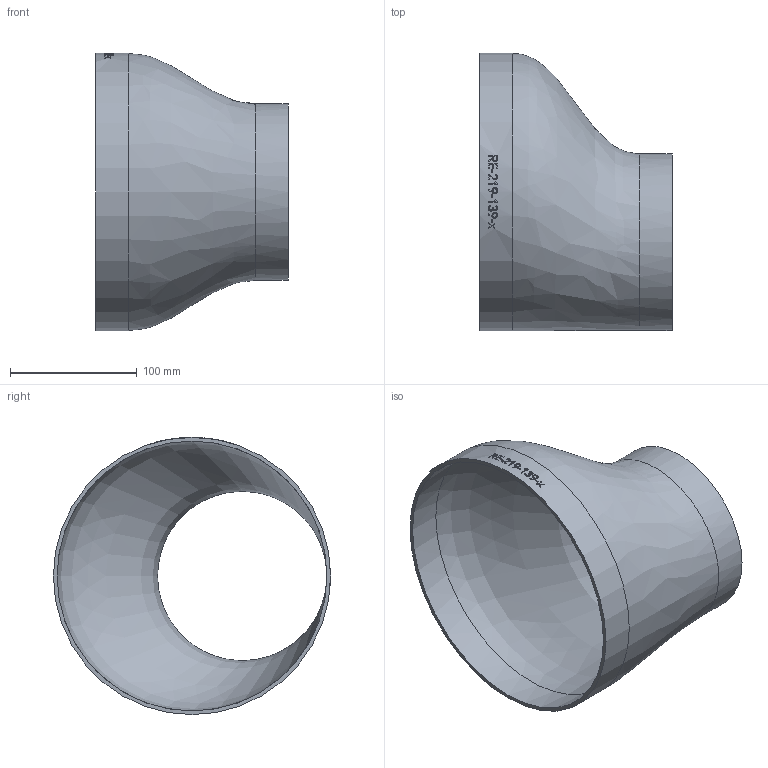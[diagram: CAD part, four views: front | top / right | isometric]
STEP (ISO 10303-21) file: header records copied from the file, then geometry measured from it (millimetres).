
FILE_DESCRIPTION (( 'STEP AP214' ), '1' );
FILE_NAME ('RE-219-139-x Reduzierung Exzenter 219,1x139,7x2,9x2,9 BL152 2101.STEP', '2021-01-04T11:17:24', ( '' ), ( '' ), 'SwSTEP 2.0', 'SolidWorks 2019', '' );
FILE_SCHEMA (( 'AUTOMOTIVE_DESIGN' ));
Length unit declared in the file: millimetre
Products named in the file (1): RE-219-139-x Reduzierung Exzenter 219,1x139,7x2,9x2,9 BL152 2101
Bounding box: 152 x 219.1 x 219.1 mm (x, y, z)
Volume: 267556.5 mm3; surface area: 185817.2 mm2
Topology: 1 solids, 1 shells, 148 faces, 396 edges, 264 vertices
Faces by surface type: bspline 69, plane 60, cylinder 19
Full cylindrical faces by diameter (mm): 133.9 x1, 139.7 x1, 213.3 x1, 219.1 x1
Entity records: 17192 total; most frequent: CARTESIAN_POINT 12576, ORIENTED_EDGE 766, DIRECTION 398, EDGE_CURVE 383, VERTEX_POINT 258, B_SPLINE_CURVE_WITH_KNOTS 218, EDGE_LOOP 171, FACE_OUTER_BOUND 154
